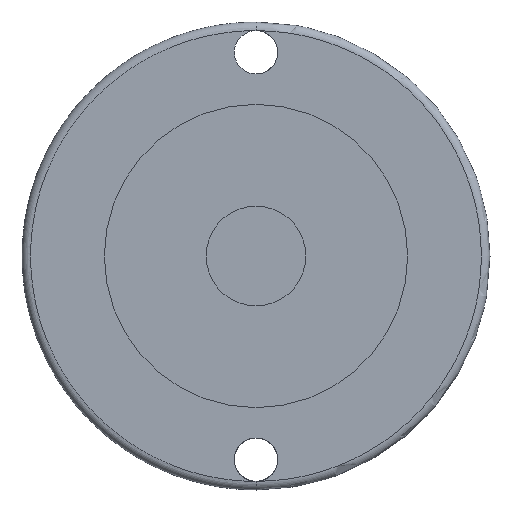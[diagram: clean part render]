
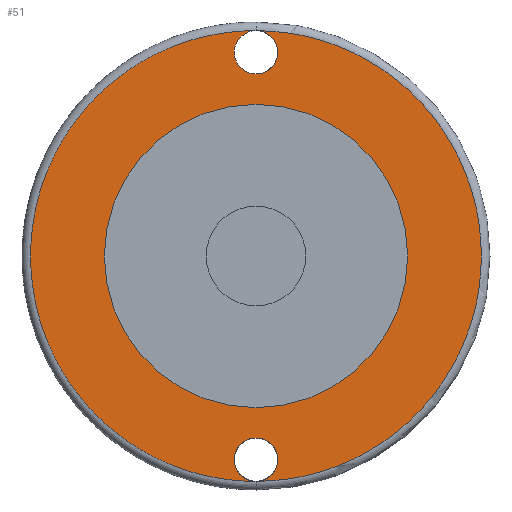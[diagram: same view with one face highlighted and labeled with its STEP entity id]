
A CAD part, front view. The second image highlights one B-rep face of the part: STEP entity #51.
In plain terms, the highlighted planar face has unit normal (0, 1, 0).
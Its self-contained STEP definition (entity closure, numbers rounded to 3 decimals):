
#25 = FACE_BOUND ( 'NONE', #81, .T. ) ;
#40 = EDGE_LOOP ( 'NONE', ( #238, #232 ) ) ;
#42 = CARTESIAN_POINT ( 'NONE',  ( 0., 7., -53. ) ) ;
#51 = ADVANCED_FACE ( 'NONE', ( #799, #494, #25, #308 ), #403, .T. ) ;
#67 = DIRECTION ( 'NONE',  ( 0., 0., 1. ) ) ;
#68 = ORIENTED_EDGE ( 'NONE', *, *, #183, .F. ) ;
#72 = DIRECTION ( 'NONE',  ( 0., 1., 0. ) ) ;
#73 = CARTESIAN_POINT ( 'NONE',  ( 0., 7., 47. ) ) ;
#78 = VERTEX_POINT ( 'NONE', #394 ) ;
#81 = EDGE_LOOP ( 'NONE', ( #68, #139 ) ) ;
#83 = CIRCLE ( 'NONE', #546, 5. ) ;
#106 = VERTEX_POINT ( 'NONE', #227 ) ;
#139 = ORIENTED_EDGE ( 'NONE', *, *, #828, .F. ) ;
#145 = ORIENTED_EDGE ( 'NONE', *, *, #649, .F. ) ;
#147 = DIRECTION ( 'NONE',  ( 0., 1., 0. ) ) ;
#169 = CARTESIAN_POINT ( 'NONE',  ( 0., 7., -47. ) ) ;
#183 = EDGE_CURVE ( 'NONE', #106, #78, #392, .T. ) ;
#227 = CARTESIAN_POINT ( 'NONE',  ( 0., 7., 52. ) ) ;
#232 = ORIENTED_EDGE ( 'NONE', *, *, #639, .T. ) ;
#238 = ORIENTED_EDGE ( 'NONE', *, *, #804, .T. ) ;
#245 = ORIENTED_EDGE ( 'NONE', *, *, #810, .T. ) ;
#260 = CARTESIAN_POINT ( 'NONE',  ( 0., 7., 53. ) ) ;
#264 = CIRCLE ( 'NONE', #568, 8.086 ) ;
#277 = VERTEX_POINT ( 'NONE', #42 ) ;
#296 = VERTEX_POINT ( 'NONE', #985 ) ;
#308 = FACE_BOUND ( 'NONE', #40, .T. ) ;
#324 = CARTESIAN_POINT ( 'NONE',  ( 0., 7., 0. ) ) ;
#333 = VERTEX_POINT ( 'NONE', #983 ) ;
#341 = ORIENTED_EDGE ( 'NONE', *, *, #816, .F. ) ;
#369 = EDGE_LOOP ( 'NONE', ( #145, #341 ) ) ;
#392 = CIRCLE ( 'NONE', #707, 5. ) ;
#394 = CARTESIAN_POINT ( 'NONE',  ( 0., 7., 42. ) ) ;
#403 = PLANE ( 'NONE',  #757 ) ;
#448 = DIRECTION ( 'NONE',  ( 0., 0., 1. ) ) ;
#450 = DIRECTION ( 'NONE',  ( 0., 1., 0. ) ) ;
#452 = CARTESIAN_POINT ( 'NONE',  ( 0., 7., 47. ) ) ;
#476 = CIRCLE ( 'NONE', #597, 5. ) ;
#478 = DIRECTION ( 'NONE',  ( 0., 0., 1. ) ) ;
#482 = DIRECTION ( 'NONE',  ( 0., 1., 0. ) ) ;
#483 = CARTESIAN_POINT ( 'NONE',  ( 0., 7., -47. ) ) ;
#485 = CARTESIAN_POINT ( 'NONE',  ( 54., 7., 0. ) ) ;
#494 = FACE_BOUND ( 'NONE', #369, .T. ) ;
#520 = DIRECTION ( 'NONE',  ( 0., 0., 1. ) ) ;
#527 = CARTESIAN_POINT ( 'NONE',  ( 0., 7., 0. ) ) ;
#539 = AXIS2_PLACEMENT_3D ( 'NONE', #452, #450, #448 ) ;
#546 = AXIS2_PLACEMENT_3D ( 'NONE', #483, #482, #883 ) ;
#549 = DIRECTION ( 'NONE',  ( 0., 1., 0. ) ) ;
#550 = ORIENTED_EDGE ( 'NONE', *, *, #733, .T. ) ;
#558 = AXIS2_PLACEMENT_3D ( 'NONE', #527, #147, #520 ) ;
#561 = DIRECTION ( 'NONE',  ( 0., 0., -1. ) ) ;
#563 = DIRECTION ( 'NONE',  ( 0., -1., 0. ) ) ;
#568 = AXIS2_PLACEMENT_3D ( 'NONE', #324, #563, #561 ) ;
#580 = AXIS2_PLACEMENT_3D ( 'NONE', #651, #650, #644 ) ;
#597 = AXIS2_PLACEMENT_3D ( 'NONE', #169, #750, #745 ) ;
#600 = AXIS2_PLACEMENT_3D ( 'NONE', #763, #759, #758 ) ;
#639 = EDGE_CURVE ( 'NONE', #296, #698, #762, .T. ) ;
#644 = DIRECTION ( 'NONE',  ( 0., 0., 1. ) ) ;
#649 = EDGE_CURVE ( 'NONE', #333, #788, #476, .T. ) ;
#650 = DIRECTION ( 'NONE',  ( 0., 1., 0. ) ) ;
#651 = CARTESIAN_POINT ( 'NONE',  ( 0., 7., 0. ) ) ;
#672 = CARTESIAN_POINT ( 'NONE',  ( 0., 7., -52. ) ) ;
#698 = VERTEX_POINT ( 'NONE', #752 ) ;
#707 = AXIS2_PLACEMENT_3D ( 'NONE', #73, #72, #67 ) ;
#733 = EDGE_CURVE ( 'NONE', #277, #881, #940, .T. ) ;
#745 = DIRECTION ( 'NONE',  ( 0., 0., 1. ) ) ;
#750 = DIRECTION ( 'NONE',  ( 0., 1., 0. ) ) ;
#752 = CARTESIAN_POINT ( 'NONE',  ( 0., 7., -8.086 ) ) ;
#757 = AXIS2_PLACEMENT_3D ( 'NONE', #485, #549, #478 ) ;
#758 = DIRECTION ( 'NONE',  ( 0., 0., -1. ) ) ;
#759 = DIRECTION ( 'NONE',  ( 0., -1., 0. ) ) ;
#762 = CIRCLE ( 'NONE', #600, 8.086 ) ;
#763 = CARTESIAN_POINT ( 'NONE',  ( 0., 7., 0. ) ) ;
#788 = VERTEX_POINT ( 'NONE', #672 ) ;
#799 = FACE_OUTER_BOUND ( 'NONE', #926, .T. ) ;
#804 = EDGE_CURVE ( 'NONE', #698, #296, #264, .T. ) ;
#810 = EDGE_CURVE ( 'NONE', #881, #277, #998, .T. ) ;
#816 = EDGE_CURVE ( 'NONE', #788, #333, #83, .T. ) ;
#828 = EDGE_CURVE ( 'NONE', #78, #106, #966, .T. ) ;
#881 = VERTEX_POINT ( 'NONE', #260 ) ;
#883 = DIRECTION ( 'NONE',  ( 0., 0., 1. ) ) ;
#926 = EDGE_LOOP ( 'NONE', ( #245, #550 ) ) ;
#940 = CIRCLE ( 'NONE', #580, 53. ) ;
#966 = CIRCLE ( 'NONE', #539, 5. ) ;
#983 = CARTESIAN_POINT ( 'NONE',  ( 0., 7., -42. ) ) ;
#985 = CARTESIAN_POINT ( 'NONE',  ( 0., 7., 8.086 ) ) ;
#998 = CIRCLE ( 'NONE', #558, 53. ) ;
